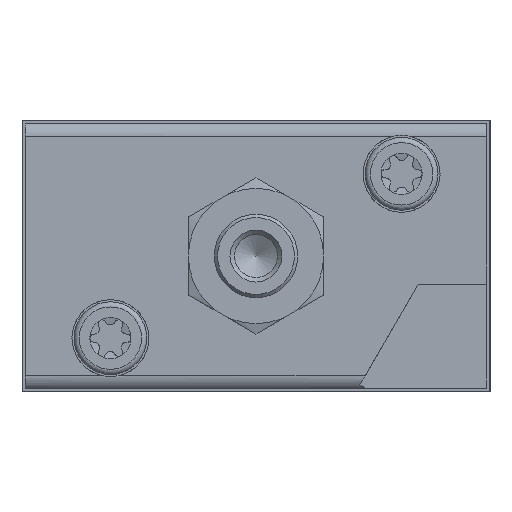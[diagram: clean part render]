
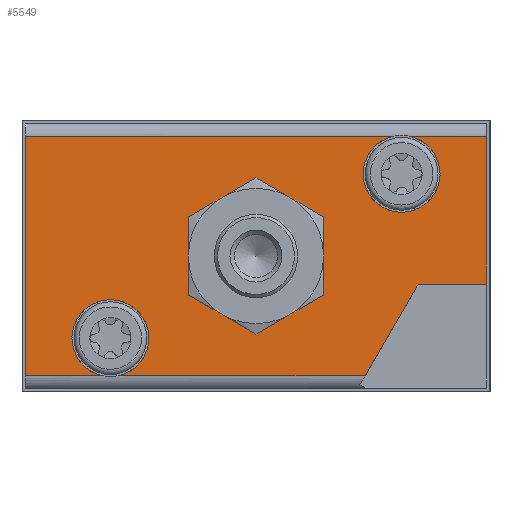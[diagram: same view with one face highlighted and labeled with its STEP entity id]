
A CAD part, left-side view. The second image highlights one B-rep face of the part: STEP entity #5549.
In plain terms, the highlighted planar face has unit normal (-1, 0, 0).
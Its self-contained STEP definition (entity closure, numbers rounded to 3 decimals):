
#34=PLANE('',#5966);
#196=LINE('',#8839,#566);
#198=LINE('',#8849,#568);
#199=LINE('',#8857,#569);
#201=LINE('',#8865,#571);
#215=LINE('',#8928,#585);
#216=LINE('',#8930,#586);
#217=LINE('',#8932,#587);
#218=LINE('',#8934,#588);
#566=VECTOR('',#6626,1000.);
#568=VECTOR('',#6634,1000.);
#569=VECTOR('',#6637,1000.);
#571=VECTOR('',#6643,1000.);
#585=VECTOR('',#6697,1000.);
#586=VECTOR('',#6698,1000.);
#587=VECTOR('',#6699,1000.);
#588=VECTOR('',#6702,1000.);
#1098=CIRCLE('',#5967,3.7);
#1099=CIRCLE('',#5968,3.7);
#1100=CIRCLE('',#5969,6.5);
#1101=CIRCLE('',#5970,6.5);
#1102=CIRCLE('',#5971,6.5);
#1103=CIRCLE('',#5972,6.5);
#1104=CIRCLE('',#5973,6.5);
#1105=CIRCLE('',#5974,6.5);
#1517=ORIENTED_EDGE('',*,*,#3177,.F.);
#1518=ORIENTED_EDGE('',*,*,#3143,.T.);
#1519=ORIENTED_EDGE('',*,*,#3178,.T.);
#1520=ORIENTED_EDGE('',*,*,#3179,.T.);
#1521=ORIENTED_EDGE('',*,*,#3180,.F.);
#1522=ORIENTED_EDGE('',*,*,#3145,.F.);
#1523=ORIENTED_EDGE('',*,*,#3181,.F.);
#1524=ORIENTED_EDGE('',*,*,#3149,.F.);
#1525=ORIENTED_EDGE('',*,*,#3182,.T.);
#1526=ORIENTED_EDGE('',*,*,#3138,.T.);
#1527=ORIENTED_EDGE('',*,*,#3183,.F.);
#1528=ORIENTED_EDGE('',*,*,#3184,.F.);
#1529=ORIENTED_EDGE('',*,*,#3185,.F.);
#1530=ORIENTED_EDGE('',*,*,#3186,.F.);
#1531=ORIENTED_EDGE('',*,*,#3187,.F.);
#1532=ORIENTED_EDGE('',*,*,#3188,.F.);
#3138=EDGE_CURVE('',#3946,#3944,#196,.T.);
#3143=EDGE_CURVE('',#3945,#3950,#198,.T.);
#3145=EDGE_CURVE('',#3951,#3953,#199,.T.);
#3149=EDGE_CURVE('',#3956,#3952,#201,.T.);
#3177=EDGE_CURVE('',#3945,#3944,#1098,.T.);
#3178=EDGE_CURVE('',#3950,#3982,#215,.T.);
#3179=EDGE_CURVE('',#3982,#3983,#216,.T.);
#3180=EDGE_CURVE('',#3953,#3983,#217,.T.);
#3181=EDGE_CURVE('',#3952,#3951,#1099,.T.);
#3182=EDGE_CURVE('',#3956,#3946,#218,.T.);
#3183=EDGE_CURVE('',#3984,#3985,#1100,.F.);
#3184=EDGE_CURVE('',#3986,#3984,#1101,.F.);
#3185=EDGE_CURVE('',#3987,#3986,#1102,.F.);
#3186=EDGE_CURVE('',#3988,#3987,#1103,.F.);
#3187=EDGE_CURVE('',#3989,#3988,#1104,.F.);
#3188=EDGE_CURVE('',#3985,#3989,#1105,.F.);
#3944=VERTEX_POINT('',#8837);
#3945=VERTEX_POINT('',#8838);
#3946=VERTEX_POINT('',#8840);
#3950=VERTEX_POINT('',#8848);
#3951=VERTEX_POINT('',#8855);
#3952=VERTEX_POINT('',#8856);
#3953=VERTEX_POINT('',#8858);
#3956=VERTEX_POINT('',#8864);
#3982=VERTEX_POINT('',#8929);
#3983=VERTEX_POINT('',#8931);
#3984=VERTEX_POINT('',#8936);
#3985=VERTEX_POINT('',#8937);
#3986=VERTEX_POINT('',#8939);
#3987=VERTEX_POINT('',#8941);
#3988=VERTEX_POINT('',#8943);
#3989=VERTEX_POINT('',#8945);
#4605=EDGE_LOOP('',(#1517,#1518,#1519,#1520,#1521,#1522,#1523,#1524,#1525,
#1526));
#4606=EDGE_LOOP('',(#1527,#1528,#1529,#1530,#1531,#1532));
#5041=FACE_BOUND('',#4605,.T.);
#5042=FACE_BOUND('',#4606,.T.);
#5549=ADVANCED_FACE('',(#5041,#5042),#34,.F.);
#5966=AXIS2_PLACEMENT_3D('',#8926,#6693,#6694);
#5967=AXIS2_PLACEMENT_3D('',#8927,#6695,#6696);
#5968=AXIS2_PLACEMENT_3D('',#8933,#6700,#6701);
#5969=AXIS2_PLACEMENT_3D('',#8935,#6703,#6704);
#5970=AXIS2_PLACEMENT_3D('',#8938,#6705,#6706);
#5971=AXIS2_PLACEMENT_3D('',#8940,#6707,#6708);
#5972=AXIS2_PLACEMENT_3D('',#8942,#6709,#6710);
#5973=AXIS2_PLACEMENT_3D('',#8944,#6711,#6712);
#5974=AXIS2_PLACEMENT_3D('',#8946,#6713,#6714);
#6626=DIRECTION('',(0.,-1.,0.));
#6634=DIRECTION('',(0.,-1.,0.));
#6637=DIRECTION('',(0.,-1.,0.));
#6643=DIRECTION('',(0.,-1.,0.));
#6693=DIRECTION('',(1.,0.,0.));
#6694=DIRECTION('',(0.,0.,-1.));
#6695=DIRECTION('',(-1.,0.,0.));
#6696=DIRECTION('',(0.,0.,1.));
#6697=DIRECTION('',(0.,-0.5,0.866));
#6698=DIRECTION('',(0.,-1.,0.));
#6699=DIRECTION('',(0.,0.,-1.));
#6700=DIRECTION('',(-1.,0.,0.));
#6701=DIRECTION('',(0.,0.,1.));
#6702=DIRECTION('',(0.,0.,-1.));
#6703=DIRECTION('',(1.,0.,0.));
#6704=DIRECTION('',(0.,0.,-1.));
#6705=DIRECTION('',(1.,0.,0.));
#6706=DIRECTION('',(0.,0.,-1.));
#6707=DIRECTION('',(1.,0.,0.));
#6708=DIRECTION('',(0.,0.,-1.));
#6709=DIRECTION('',(1.,0.,0.));
#6710=DIRECTION('',(0.,0.,-1.));
#6711=DIRECTION('',(1.,0.,0.));
#6712=DIRECTION('',(0.,0.,-1.));
#6713=DIRECTION('',(1.,0.,0.));
#6714=DIRECTION('',(0.,0.,-1.));
#8837=CARTESIAN_POINT('',(-58.25,37.354,-11.5));
#8838=CARTESIAN_POINT('',(-58.25,35.646,-11.5));
#8839=CARTESIAN_POINT('',(-58.25,45.,-11.5));
#8840=CARTESIAN_POINT('',(-58.25,44.7,-11.5));
#8848=CARTESIAN_POINT('',(-58.25,11.992,-11.5));
#8849=CARTESIAN_POINT('',(-58.25,45.,-11.5));
#8855=CARTESIAN_POINT('',(-58.25,7.646,11.5));
#8856=CARTESIAN_POINT('',(-58.25,9.354,11.5));
#8857=CARTESIAN_POINT('',(-58.25,45.,11.5));
#8858=CARTESIAN_POINT('',(-58.25,0.3,11.5));
#8864=CARTESIAN_POINT('',(-58.25,44.7,11.5));
#8865=CARTESIAN_POINT('',(-58.25,45.,11.5));
#8926=CARTESIAN_POINT('',(-58.25,44.7,13.));
#8927=CARTESIAN_POINT('',(-58.25,36.5,-7.9));
#8928=CARTESIAN_POINT('',(-58.25,12.512,-12.4));
#8929=CARTESIAN_POINT('',(-58.25,6.912,-2.701));
#8930=CARTESIAN_POINT('',(-58.25,6.912,-2.701));
#8931=CARTESIAN_POINT('',(-58.25,0.3,-2.701));
#8932=CARTESIAN_POINT('',(-58.25,0.3,13.));
#8933=CARTESIAN_POINT('',(-58.25,8.5,7.9));
#8934=CARTESIAN_POINT('',(-58.25,44.7,13.));
#8935=CARTESIAN_POINT('',(-58.25,22.5,0.));
#8936=CARTESIAN_POINT('',(-58.25,16.,0.));
#8937=CARTESIAN_POINT('',(-58.25,19.25,5.629));
#8938=CARTESIAN_POINT('',(-58.25,22.5,0.));
#8939=CARTESIAN_POINT('',(-58.25,19.25,-5.629));
#8940=CARTESIAN_POINT('',(-58.25,22.5,0.));
#8941=CARTESIAN_POINT('',(-58.25,25.75,-5.629));
#8942=CARTESIAN_POINT('',(-58.25,22.5,0.));
#8943=CARTESIAN_POINT('',(-58.25,29.,0.));
#8944=CARTESIAN_POINT('',(-58.25,22.5,0.));
#8945=CARTESIAN_POINT('',(-58.25,25.75,5.629));
#8946=CARTESIAN_POINT('',(-58.25,22.5,0.));
